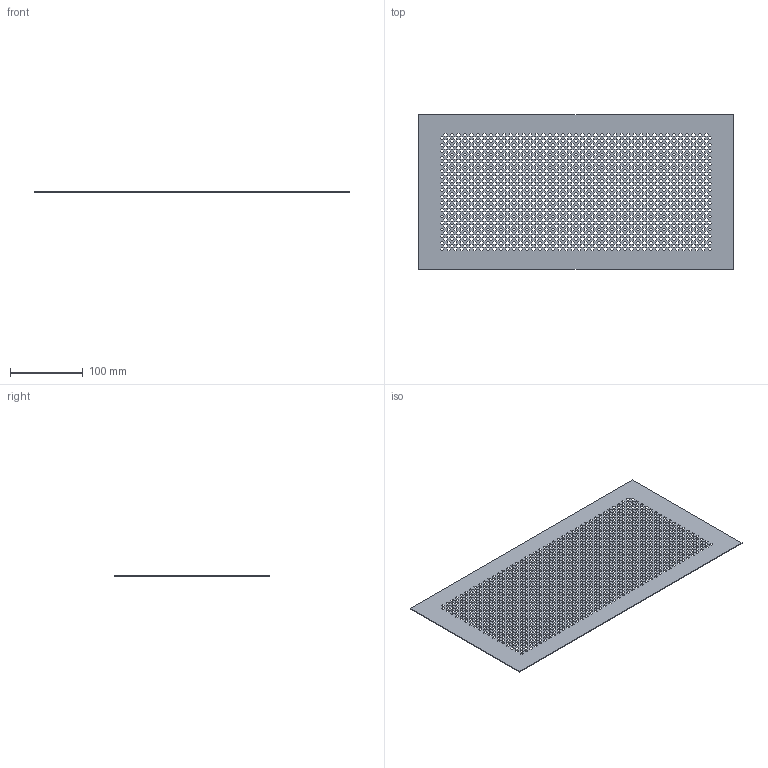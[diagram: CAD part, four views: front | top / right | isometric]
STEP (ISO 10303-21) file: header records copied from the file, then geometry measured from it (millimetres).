
FILE_DESCRIPTION(/* description */ (''),/* implementation_level */ '2;1');
FILE_NAME(/* name */ '1009971_3D.stp',/* time_stamp */ '2022-09-16T06:58:57+02:00',/* author */ ('kotzmaier'),/* organization */ ('Fa. Bopla'),/* preprocessor_version */ 'ST-DEVELOPER v18.1',/* originating_system */ 'Autodesk Inventor 2022',/* authorisation */ '');
FILE_SCHEMA (('AUTOMOTIVE_DESIGN { 1 0 10303 214 3 1 1 }'));
Products named in the file (1): 1009971_3D
Bounding box: 434.2 x 213 x 1 mm (x, y, z)
Volume: 71783.1 mm3; surface area: 165562.1 mm2
Topology: 1 solids, 1 shells, 8970 faces, 26904 edges, 17936 vertices
Faces by surface type: plane 8970
Entity records: 301987 total; most frequent: CARTESIAN_POINT 53811, ORIENTED_EDGE 53808, DIRECTION 44846, LINE 26904, VECTOR 26904, EDGE_CURVE 26904, VERTEX_POINT 17936, EDGE_LOOP 11958
